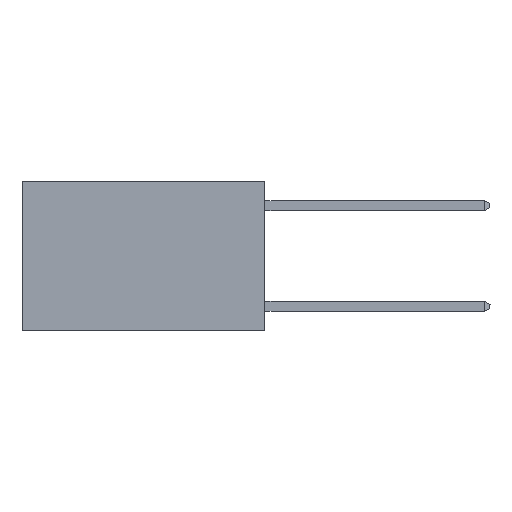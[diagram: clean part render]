
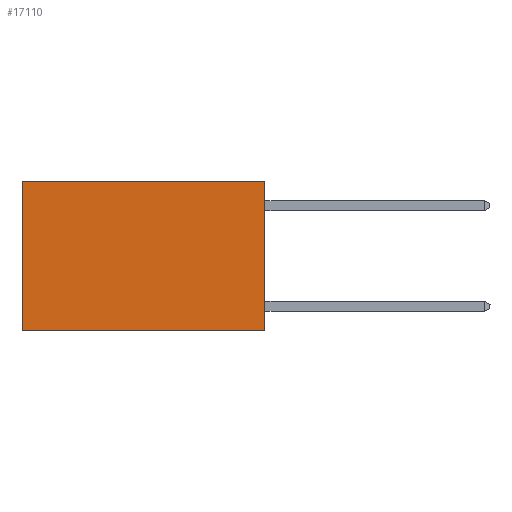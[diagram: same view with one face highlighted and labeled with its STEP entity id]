
A CAD part, left-side view. The second image highlights one B-rep face of the part: STEP entity #17110.
In plain terms, the highlighted planar face has unit normal (-1, 0, 0).
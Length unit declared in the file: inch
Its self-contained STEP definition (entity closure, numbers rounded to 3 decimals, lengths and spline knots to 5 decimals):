
#313 = DIRECTION ( 'NONE',  ( 0., 1., 0. ) ) ;
#521 = CARTESIAN_POINT ( 'NONE',  ( 0.2625, 0., 0. ) ) ;
#1446 = VERTEX_POINT ( 'NONE', #15843 ) ;
#2179 = PLANE ( 'NONE',  #10629 ) ;
#2185 = DIRECTION ( 'NONE',  ( 0., 0., -1. ) ) ;
#3162 = EDGE_CURVE ( 'NONE', #1446, #4201, #19903, .T. ) ;
#3358 = EDGE_LOOP ( 'NONE', ( #18107, #20260, #8733, #7855 ) ) ;
#4050 = EDGE_CURVE ( 'NONE', #17407, #4201, #4145, .T. ) ;
#4145 = LINE ( 'NONE', #14352, #12330 ) ;
#4201 = VERTEX_POINT ( 'NONE', #11234 ) ;
#4975 = CARTESIAN_POINT ( 'NONE',  ( 0.2625, 0., 0. ) ) ;
#6074 = VECTOR ( 'NONE', #18755, 39.37008 ) ;
#7425 = CARTESIAN_POINT ( 'NONE',  ( 0.2625, 0., 0. ) ) ;
#7493 = DIRECTION ( 'NONE',  ( 1., 0., 0. ) ) ;
#7855 = ORIENTED_EDGE ( 'NONE', *, *, #10617, .T. ) ;
#8733 = ORIENTED_EDGE ( 'NONE', *, *, #15011, .F. ) ;
#9898 = LINE ( 'NONE', #521, #14523 ) ;
#10617 = EDGE_CURVE ( 'NONE', #13763, #1446, #9898, .T. ) ;
#10629 = AXIS2_PLACEMENT_3D ( 'NONE', #17917, #7493, #19625 ) ;
#10819 = VECTOR ( 'NONE', #2185, 39.37008 ) ;
#10988 = DIRECTION ( 'NONE',  ( 0., 1., 0. ) ) ;
#11234 = CARTESIAN_POINT ( 'NONE',  ( 0.2625, 0.6, -0.37 ) ) ;
#11355 = LINE ( 'NONE', #7425, #10819 ) ;
#12330 = VECTOR ( 'NONE', #313, 39.37008 ) ;
#13538 = CARTESIAN_POINT ( 'NONE',  ( 0.2625, 0.6, 0. ) ) ;
#13763 = VERTEX_POINT ( 'NONE', #4975 ) ;
#14352 = CARTESIAN_POINT ( 'NONE',  ( 0.2625, 0., -0.37 ) ) ;
#14523 = VECTOR ( 'NONE', #10988, 39.37008 ) ;
#15011 = EDGE_CURVE ( 'NONE', #13763, #17407, #11355, .T. ) ;
#15433 = FACE_OUTER_BOUND ( 'NONE', #3358, .T. ) ;
#15843 = CARTESIAN_POINT ( 'NONE',  ( 0.2625, 0.6, 0. ) ) ;
#16124 = CARTESIAN_POINT ( 'NONE',  ( 0.2625, 0., -0.37 ) ) ;
#17110 = ADVANCED_FACE ( 'NONE', ( #15433 ), #2179, .F. ) ;
#17407 = VERTEX_POINT ( 'NONE', #16124 ) ;
#17917 = CARTESIAN_POINT ( 'NONE',  ( 0.2625, 0., 0. ) ) ;
#18107 = ORIENTED_EDGE ( 'NONE', *, *, #3162, .T. ) ;
#18755 = DIRECTION ( 'NONE',  ( 0., 0., -1. ) ) ;
#19625 = DIRECTION ( 'NONE',  ( 0., 0., -1. ) ) ;
#19903 = LINE ( 'NONE', #13538, #6074 ) ;
#20260 = ORIENTED_EDGE ( 'NONE', *, *, #4050, .F. ) ;
